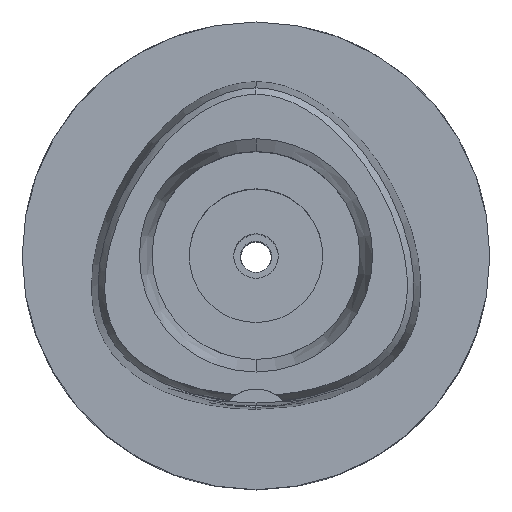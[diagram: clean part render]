
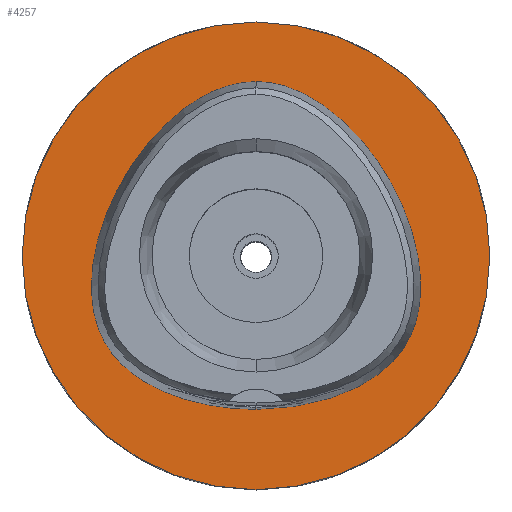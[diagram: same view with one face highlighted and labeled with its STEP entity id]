
A CAD part, top view. The second image highlights one B-rep face of the part: STEP entity #4257.
In plain terms, the highlighted planar face has unit normal (0, 0, 1).
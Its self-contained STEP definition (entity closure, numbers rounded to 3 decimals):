
#6 = DIRECTION ( 'NONE',  ( 0., 0., -1. ) ) ;
#53 = DIRECTION ( 'NONE',  ( 0., -1., 0. ) ) ;
#108 = FACE_BOUND ( 'NONE', #4281, .T. ) ;
#180 = CARTESIAN_POINT ( 'NONE',  ( 10.746, 19.174, 0. ) ) ;
#226 = CARTESIAN_POINT ( 'NONE',  ( 18.068, 10.432, 0. ) ) ;
#291 = CARTESIAN_POINT ( 'NONE',  ( -19.649, -12.825, 0. ) ) ;
#319 = CARTESIAN_POINT ( 'NONE',  ( -18.068, 10.432, 0. ) ) ;
#403 = ORIENTED_EDGE ( 'NONE', *, *, #3910, .F. ) ;
#486 = DIRECTION ( 'NONE',  ( 0., 0., -1. ) ) ;
#579 = CARTESIAN_POINT ( 'NONE',  ( 7.571, 21.315, 0. ) ) ;
#588 = CARTESIAN_POINT ( 'NONE',  ( 0., -31.5, 0. ) ) ;
#602 = CARTESIAN_POINT ( 'NONE',  ( 14.673, -17.214, 0. ) ) ;
#623 = CARTESIAN_POINT ( 'NONE',  ( 0., -20.675, 0. ) ) ;
#670 = CARTESIAN_POINT ( 'NONE',  ( -14.673, -17.214, 0. ) ) ;
#779 = DIRECTION ( 'NONE',  ( 0., 0., -1. ) ) ;
#892 = EDGE_CURVE ( 'NONE', #1135, #1909, #3638, .T. ) ;
#913 = ORIENTED_EDGE ( 'NONE', *, *, #4775, .F. ) ;
#932 = FACE_OUTER_BOUND ( 'NONE', #1066, .T. ) ;
#952 = ORIENTED_EDGE ( 'NONE', *, *, #2279, .F. ) ;
#998 = CARTESIAN_POINT ( 'NONE',  ( -10.746, 19.174, 0. ) ) ;
#1005 = CARTESIAN_POINT ( 'NONE',  ( 21.555, -8.996, 0. ) ) ;
#1027 = CARTESIAN_POINT ( 'NONE',  ( 21.978, -0.281, 0. ) ) ;
#1066 = EDGE_LOOP ( 'NONE', ( #952, #2895 ) ) ;
#1068 = CARTESIAN_POINT ( 'NONE',  ( -18.568, -14.169, 0. ) ) ;
#1135 = VERTEX_POINT ( 'NONE', #588 ) ;
#1318 = CARTESIAN_POINT ( 'NONE',  ( 0., 23.475, 0. ) ) ;
#1395 = CARTESIAN_POINT ( 'NONE',  ( -21.555, -8.996, 0. ) ) ;
#1400 = CARTESIAN_POINT ( 'NONE',  ( 22.245, -4.1, 0. ) ) ;
#1440 = CARTESIAN_POINT ( 'NONE',  ( -2.565, 23.293, 0. ) ) ;
#1678 = CARTESIAN_POINT ( 'NONE',  ( 0., 0., 0. ) ) ;
#1695 = B_SPLINE_CURVE_WITH_KNOTS ( 'NONE', 3,
 ( #623, #2918, #3658, #2121, #602, #1791, #4371, #4783, #3292, #3628, #1005, #4341, #1400, #1027, #3682, #226, #2871, #180, #579, #2510, #3270, #4048, #4021 ),
 .UNSPECIFIED., .F., .F.,
 ( 4, 1, 1, 1, 1, 1, 1, 1, 1, 1, 1, 1, 1, 1, 1, 1, 1, 1, 1, 1, 4 ),
 ( 0., 0.083, 0.167, 0.208, 0.25, 0.292, 0.313, 0.333, 0.354, 0.375, 0.417, 0.458, 0.5, 0.583, 0.667, 0.75, 0.833, 0.875, 0.917, 0.958, 1. ),
 .UNSPECIFIED. ) ;
#1791 = CARTESIAN_POINT ( 'NONE',  ( 16.959, -15.678, 0. ) ) ;
#1804 = CARTESIAN_POINT ( 'NONE',  ( -22.245, -4.1, 0. ) ) ;
#1838 = CARTESIAN_POINT ( 'NONE',  ( -14.408, 15.641, 0. ) ) ;
#1909 = VERTEX_POINT ( 'NONE', #1934 ) ;
#1934 = CARTESIAN_POINT ( 'NONE',  ( 0., 31.5, 0. ) ) ;
#1966 = AXIS2_PLACEMENT_3D ( 'NONE', #3367, #6, #4811 ) ;
#2001 = DIRECTION ( 'NONE',  ( 0., -1., 0. ) ) ;
#2121 = CARTESIAN_POINT ( 'NONE',  ( 11.233, -18.893, 0. ) ) ;
#2279 = EDGE_CURVE ( 'NONE', #1909, #1135, #4883, .T. ) ;
#2510 = CARTESIAN_POINT ( 'NONE',  ( 5.098, 22.526, 0. ) ) ;
#2528 = CARTESIAN_POINT ( 'NONE',  ( -11.233, -18.893, 0. ) ) ;
#2601 = CARTESIAN_POINT ( 'NONE',  ( -20.749, 4.657, 0. ) ) ;
#2664 = CARTESIAN_POINT ( 'NONE',  ( 0., 0., 0. ) ) ;
#2770 = VERTEX_POINT ( 'NONE', #3571 ) ;
#2816 = VERTEX_POINT ( 'NONE', #1318 ) ;
#2871 = CARTESIAN_POINT ( 'NONE',  ( 14.408, 15.641, 0. ) ) ;
#2895 = ORIENTED_EDGE ( 'NONE', *, *, #892, .F. ) ;
#2918 = CARTESIAN_POINT ( 'NONE',  ( 2.114, -20.675, 0. ) ) ;
#2958 = B_SPLINE_CURVE_WITH_KNOTS ( 'NONE', 3,
 ( #2963, #4064, #1440, #4462, #4847, #998, #1838, #319, #2601, #3649, #1804, #3331, #1395, #3356, #4800, #291, #1068, #3745, #670, #2528, #4015, #2999, #4822 ),
 .UNSPECIFIED., .F., .F.,
 ( 4, 1, 1, 1, 1, 1, 1, 1, 1, 1, 1, 1, 1, 1, 1, 1, 1, 1, 1, 1, 4 ),
 ( 0., 0.042, 0.083, 0.125, 0.167, 0.25, 0.333, 0.417, 0.5, 0.542, 0.583, 0.625, 0.646, 0.667, 0.688, 0.708, 0.75, 0.792, 0.833, 0.917, 1. ),
 .UNSPECIFIED. ) ;
#2963 = CARTESIAN_POINT ( 'NONE',  ( 0., 23.475, 0. ) ) ;
#2999 = CARTESIAN_POINT ( 'NONE',  ( -2.114, -20.675, 0. ) ) ;
#3084 = AXIS2_PLACEMENT_3D ( 'NONE', #2664, #779, #53 ) ;
#3270 = CARTESIAN_POINT ( 'NONE',  ( 2.565, 23.293, 0. ) ) ;
#3292 = CARTESIAN_POINT ( 'NONE',  ( 20.35, -11.749, 0. ) ) ;
#3331 = CARTESIAN_POINT ( 'NONE',  ( -22.057, -6.848, 0. ) ) ;
#3356 = CARTESIAN_POINT ( 'NONE',  ( -20.932, -10.604, 0. ) ) ;
#3367 = CARTESIAN_POINT ( 'NONE',  ( 0., 0., 0. ) ) ;
#3571 = CARTESIAN_POINT ( 'NONE',  ( 0., -20.675, 0. ) ) ;
#3628 = CARTESIAN_POINT ( 'NONE',  ( 20.932, -10.604, 0. ) ) ;
#3638 = CIRCLE ( 'NONE', #3084, 31.5 ) ;
#3649 = CARTESIAN_POINT ( 'NONE',  ( -21.978, -0.281, 0. ) ) ;
#3658 = CARTESIAN_POINT ( 'NONE',  ( 6.341, -20.298, 0. ) ) ;
#3682 = CARTESIAN_POINT ( 'NONE',  ( 20.749, 4.657, 0. ) ) ;
#3745 = CARTESIAN_POINT ( 'NONE',  ( -16.959, -15.678, 0. ) ) ;
#3873 = AXIS2_PLACEMENT_3D ( 'NONE', #1678, #486, #2001 ) ;
#3875 = PLANE ( 'NONE',  #3873 ) ;
#3910 = EDGE_CURVE ( 'NONE', #2816, #2770, #2958, .T. ) ;
#4015 = CARTESIAN_POINT ( 'NONE',  ( -6.341, -20.298, 0. ) ) ;
#4021 = CARTESIAN_POINT ( 'NONE',  ( 0., 23.475, 0. ) ) ;
#4048 = CARTESIAN_POINT ( 'NONE',  ( 0.855, 23.475, 0. ) ) ;
#4064 = CARTESIAN_POINT ( 'NONE',  ( -0.855, 23.475, 0. ) ) ;
#4257 = ADVANCED_FACE ( 'NONE', ( #932, #108 ), #3875, .F. ) ;
#4281 = EDGE_LOOP ( 'NONE', ( #403, #913 ) ) ;
#4341 = CARTESIAN_POINT ( 'NONE',  ( 22.057, -6.848, 0. ) ) ;
#4371 = CARTESIAN_POINT ( 'NONE',  ( 18.568, -14.169, 0. ) ) ;
#4462 = CARTESIAN_POINT ( 'NONE',  ( -5.098, 22.526, 0. ) ) ;
#4775 = EDGE_CURVE ( 'NONE', #2770, #2816, #1695, .T. ) ;
#4783 = CARTESIAN_POINT ( 'NONE',  ( 19.649, -12.825, 0. ) ) ;
#4800 = CARTESIAN_POINT ( 'NONE',  ( -20.35, -11.749, 0. ) ) ;
#4811 = DIRECTION ( 'NONE',  ( 0., 1., 0. ) ) ;
#4822 = CARTESIAN_POINT ( 'NONE',  ( 0., -20.675, 0. ) ) ;
#4847 = CARTESIAN_POINT ( 'NONE',  ( -7.571, 21.315, 0. ) ) ;
#4883 = CIRCLE ( 'NONE', #1966, 31.5 ) ;
